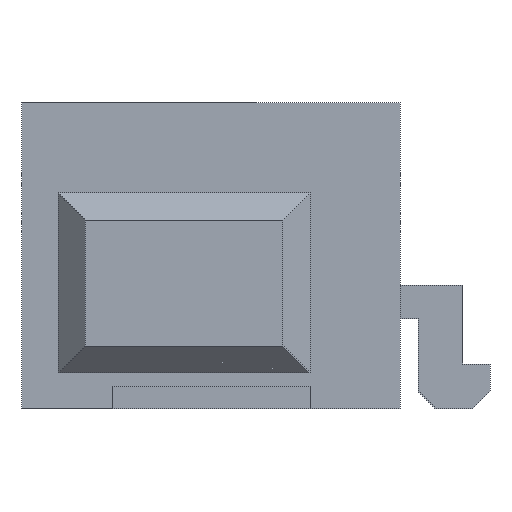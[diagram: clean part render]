
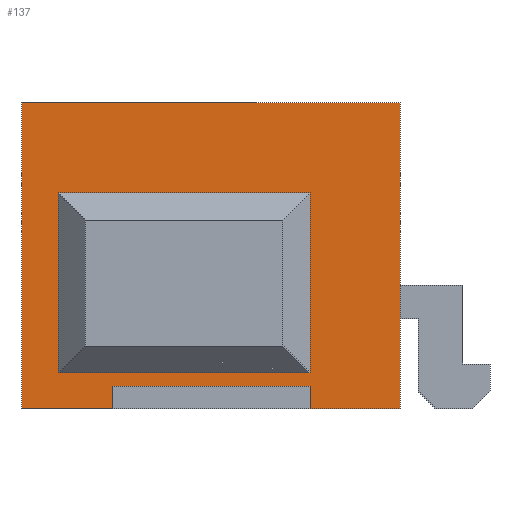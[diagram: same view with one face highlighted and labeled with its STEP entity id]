
A CAD part, front view. The second image highlights one B-rep face of the part: STEP entity #137.
In plain terms, the highlighted planar face has unit normal (0, -1, 0).
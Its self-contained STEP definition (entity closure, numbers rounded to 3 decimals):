
#13=DIRECTION('',(0.,0.,1.));
#14=DIRECTION('',(1.,0.,0.));
#63=VERTEX_POINT('',#64);
#64=CARTESIAN_POINT('',(-1.7,-8.375,2.4));
#68=DIRECTION('',(0.,1.,0.));
#74=VECTOR('',#14,1.);
#77=VERTEX_POINT('',#78);
#78=CARTESIAN_POINT('',(1.1,-8.375,2.4));
#81=ORIENTED_EDGE('',*,*,#82,.F.);
#82=EDGE_CURVE('',#63,#77,#83,.T.);
#83=LINE('',#84,#74);
#84=CARTESIAN_POINT('',(-1.9,-8.375,2.4));
#95=VECTOR('',#13,1.);
#98=VERTEX_POINT('',#99);
#99=CARTESIAN_POINT('',(-1.7,-8.375,0.4));
#103=EDGE_CURVE('',#63,#98,#104,.T.);
#104=LINE('',#105,#106);
#105=CARTESIAN_POINT('',(-1.7,-8.375,0.2));
#106=VECTOR('',#107,1.);
#107=DIRECTION('',(0.,0.,-1.));
#137=ADVANCED_FACE('',(#138,#160),#173,.F.);
#138=FACE_BOUND('',#139,.F.);
#139=EDGE_LOOP('',(#140,#147,#152,#157));
#140=ORIENTED_EDGE('',*,*,#141,.F.);
#141=EDGE_CURVE('',#142,#144,#146,.T.);
#142=VERTEX_POINT('',#143);
#143=CARTESIAN_POINT('',(-2.1,-8.375,0.));
#144=VERTEX_POINT('',#145);
#145=CARTESIAN_POINT('',(2.1,-8.375,0.));
#146=LINE('',#143,#74);
#147=ORIENTED_EDGE('',*,*,#148,.T.);
#148=EDGE_CURVE('',#142,#149,#151,.T.);
#149=VERTEX_POINT('',#150);
#150=CARTESIAN_POINT('',(-2.1,-8.375,3.4));
#151=LINE('',#143,#95);
#152=ORIENTED_EDGE('',*,*,#153,.T.);
#153=EDGE_CURVE('',#149,#154,#156,.T.);
#154=VERTEX_POINT('',#155);
#155=CARTESIAN_POINT('',(2.1,-8.375,3.4));
#156=LINE('',#150,#74);
#157=ORIENTED_EDGE('',*,*,#158,.F.);
#158=EDGE_CURVE('',#144,#154,#159,.T.);
#159=LINE('',#145,#95);
#160=FACE_BOUND('',#161,.F.);
#161=EDGE_LOOP('',(#81,#162,#163,#169));
#162=ORIENTED_EDGE('',*,*,#103,.T.);
#163=ORIENTED_EDGE('',*,*,#164,.T.);
#164=EDGE_CURVE('',#98,#165,#167,.T.);
#165=VERTEX_POINT('',#166);
#166=CARTESIAN_POINT('',(1.1,-8.375,0.4));
#167=LINE('',#168,#74);
#168=CARTESIAN_POINT('',(-1.9,-8.375,0.4));
#169=ORIENTED_EDGE('',*,*,#170,.F.);
#170=EDGE_CURVE('',#77,#165,#171,.T.);
#171=LINE('',#172,#106);
#172=CARTESIAN_POINT('',(1.1,-8.375,0.2));
#173=PLANE('',#174);
#174=AXIS2_PLACEMENT_3D('',#143,#68,#13);
